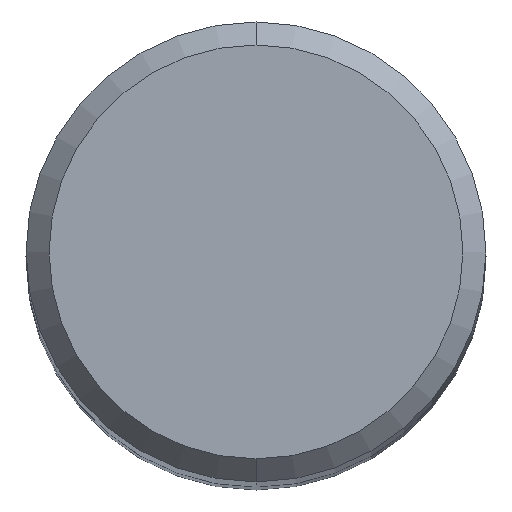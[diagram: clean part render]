
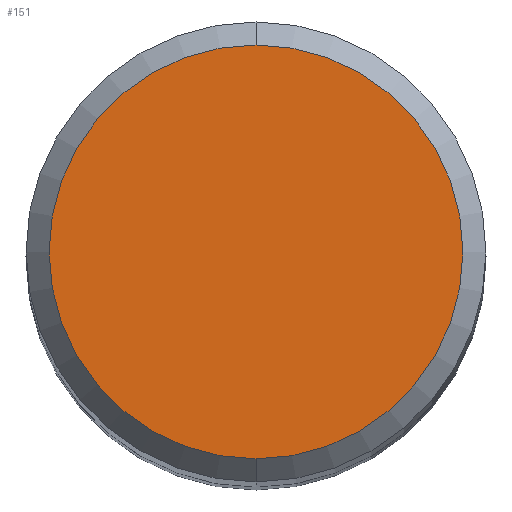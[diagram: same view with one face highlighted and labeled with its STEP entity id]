
A CAD part, top view. The second image highlights one B-rep face of the part: STEP entity #151.
In plain terms, the highlighted planar face has unit normal (0, 0, 1).
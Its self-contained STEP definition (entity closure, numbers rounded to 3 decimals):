
#93=VERTEX_POINT('',#215);
#119=EDGE_CURVE('',#93,#177,#246,.T.);
#151=ADVANCED_FACE('',(#280),#281,.T.);
#171=EDGE_CURVE('',#177,#93,#302,.T.);
#177=VERTEX_POINT('',#308);
#215=CARTESIAN_POINT('',(0.,-4.5,0.0));
#246=CIRCLE('',#377,4.5);
#280=FACE_OUTER_BOUND('',#418,.T.);
#281=PLANE('',#419);
#302=CIRCLE('',#451,4.5);
#308=CARTESIAN_POINT('',(0.0,4.5,0.0));
#377=AXIS2_PLACEMENT_3D('',#541,#542,#543);
#418=EDGE_LOOP('',(#575,#576));
#419=AXIS2_PLACEMENT_3D('',#577,#578,#579);
#451=AXIS2_PLACEMENT_3D('',#597,#598,#599);
#541=CARTESIAN_POINT('',(0.0,0.0,0.0));
#542=DIRECTION('',(0.0,0.0,-1.0));
#543=DIRECTION('',(0.0,1.0,0.0));
#575=ORIENTED_EDGE('',*,*,#171,.F.);
#576=ORIENTED_EDGE('',*,*,#119,.F.);
#577=CARTESIAN_POINT('',(0.0,2.25,0.0));
#578=DIRECTION('',(-0.0,0.0,1.0));
#579=DIRECTION('',(0.0,-1.0,0.0));
#597=CARTESIAN_POINT('',(0.0,0.0,0.0));
#598=DIRECTION('',(0.0,0.0,-1.0));
#599=DIRECTION('',(0.0,1.0,0.0));
